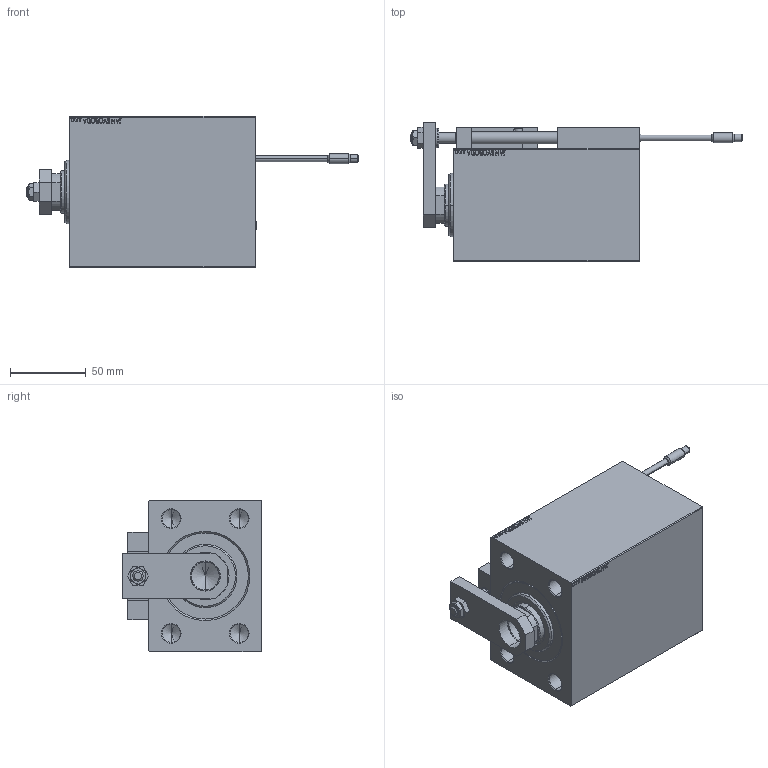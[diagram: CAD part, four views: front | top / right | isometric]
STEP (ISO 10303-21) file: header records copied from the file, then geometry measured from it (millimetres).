
FILE_DESCRIPTION (( 'STEP AP203' ), '1' );
FILE_NAME ('fc63.STEP', '2021-03-18T19:19:03', ( '' ), ( '' ), 'SwSTEP 2.0', 'SolidWorks 2019', '' );
FILE_SCHEMA (( 'CONFIG_CONTROL_DESIGN' ));
Length unit declared in the file: millimetre
Products named in the file (16): NUT_D10 ac5996836428f448e1acde7bb56fcdc9; Block ac5996836428f448e1acde7bb56fcdc9; SWITCH DIM B,W ac5996836428f448e1acde7bb56fcdc9; V450CM_B ac5996836428f448e1acde7bb56fcdc9; V450CM_VC_B ac5996836428f448e1acde7bb56fcdc9; ALLEN BOLT D8 ac5996836428f448e1acde7bb56fcdc9; TYC_L79 ac5996836428f448e1acde7bb56fcdc9; SWITCH X ac5996836428f448e1acde7bb56fcdc9; KONCOVKA_Y ac5996836428f448e1acde7bb56fcdc9; MAGNET ac5996836428f448e1acde7bb56fcdc9; ZARAZKA ac5996836428f448e1acde7bb56fcdc9; V450CM_B_VCP ac5996836428f448e1acde7bb56fcdc9; NUT_D12 ac5996836428f448e1acde7bb56fcdc9; SWITCH_X_FRONT_BACK ac5996836428f448e1acde7bb56fcdc9; ALLEN BOLT D5 ac5996836428f448e1acde7bb56fcdc9; fc63
Assembly tree (25 placements, depth 3):
  fc63
    V450CM_B ac5996836428f448e1acde7bb56fcdc9
    V450CM_B_VCP ac5996836428f448e1acde7bb56fcdc9
    SWITCH X ac5996836428f448e1acde7bb56fcdc9
      SWITCH_X_FRONT_BACK ac5996836428f448e1acde7bb56fcdc9  x2
      TYC_L79 ac5996836428f448e1acde7bb56fcdc9
      Block ac5996836428f448e1acde7bb56fcdc9  x2
      ALLEN BOLT D5 ac5996836428f448e1acde7bb56fcdc9  x4
      ALLEN BOLT D8 ac5996836428f448e1acde7bb56fcdc9  x4
      MAGNET ac5996836428f448e1acde7bb56fcdc9  x2
      KONCOVKA_Y ac5996836428f448e1acde7bb56fcdc9  x2
    NUT_D10 ac5996836428f448e1acde7bb56fcdc9
    NUT_D12 ac5996836428f448e1acde7bb56fcdc9
    SWITCH DIM B,W ac5996836428f448e1acde7bb56fcdc9
    ZARAZKA ac5996836428f448e1acde7bb56fcdc9
    V450CM_VC_B ac5996836428f448e1acde7bb56fcdc9
Bounding box: 219.7 x 92.5 x 100 mm (x, y, z)
Volume: 891313.2 mm3; surface area: 141158.5 mm2
Topology: 24 solids, 24 shells, 1340 faces, 3201 edges, 2024 vertices
Faces by surface type: plane 563, bspline 380, cylinder 192, cone 153, torus 48, sphere 4
Entity records: 51630 total; most frequent: CARTESIAN_POINT 26314, ORIENTED_EDGE 5346, DIRECTION 3664, EDGE_CURVE 2673, VERTEX_POINT 1736, LINE 1536, VECTOR 1536, EDGE_LOOP 1235
